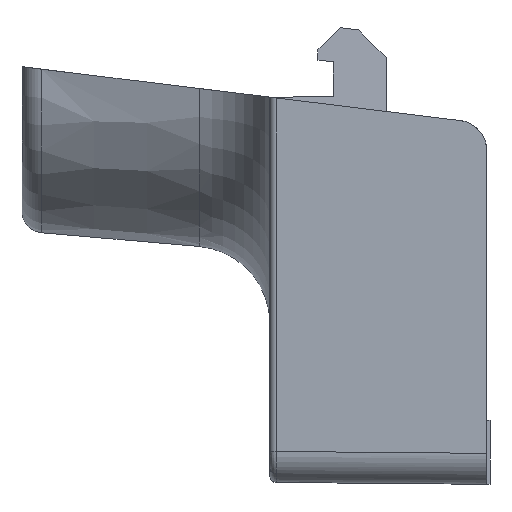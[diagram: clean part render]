
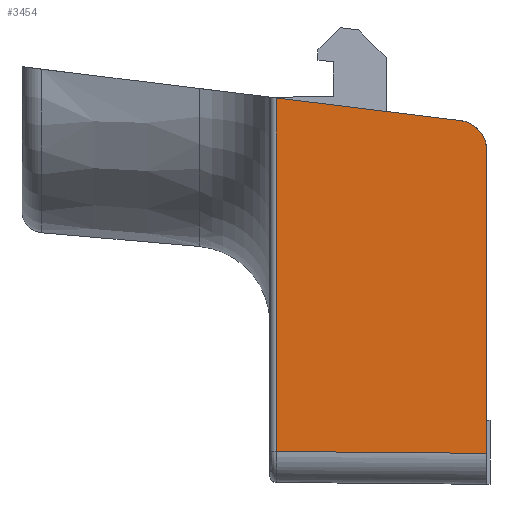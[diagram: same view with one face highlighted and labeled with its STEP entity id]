
A CAD part, left-side view. The second image highlights one B-rep face of the part: STEP entity #3454.
In plain terms, the highlighted planar face has unit normal (-1, 0.009, 0).
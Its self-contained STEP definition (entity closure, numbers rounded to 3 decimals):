
#122 = ORIENTED_EDGE ( 'NONE', *, *, #3952, .F. ) ;
#147 = CARTESIAN_POINT ( 'NONE',  ( -20.561, 7., -28.315 ) ) ;
#150 = CARTESIAN_POINT ( 'NONE',  ( -20.561, 7., 0. ) ) ;
#247 = CARTESIAN_POINT ( 'NONE',  ( -20.5, 14., 0. ) ) ;
#377 = EDGE_CURVE ( 'NONE', #1741, #3905, #4141, .T. ) ;
#406 = ORIENTED_EDGE ( 'NONE', *, *, #4246, .T. ) ;
#500 = CARTESIAN_POINT ( 'NONE',  ( -20.553, 7.878, -27.322 ) ) ;
#509 = DIRECTION ( 'NONE',  ( 0., 0., -1. ) ) ;
#534 = DIRECTION ( 'NONE',  ( 0., 0., -1. ) ) ;
#573 = ORIENTED_EDGE ( 'NONE', *, *, #4099, .T. ) ;
#731 = VECTOR ( 'NONE', #534, 1000. ) ;
#794 = DIRECTION ( 'NONE',  ( -0.009, -0.993, -0.122 ) ) ;
#1058 = VERTEX_POINT ( 'NONE', #2620 ) ;
#1144 = VERTEX_POINT ( 'NONE', #3810 ) ;
#1422 = FACE_OUTER_BOUND ( 'NONE', #2670, .T. ) ;
#1425 = DIRECTION ( 'NONE',  ( 0.009, 1., 0. ) ) ;
#1660 = LINE ( 'NONE', #2846, #731 ) ;
#1741 = VERTEX_POINT ( 'NONE', #147 ) ;
#2114 = VECTOR ( 'NONE', #509, 1000. ) ;
#2291 = VERTEX_POINT ( 'NONE', #3091 ) ;
#2348 = CARTESIAN_POINT ( 'NONE',  ( -20.472, 17.214, -26.176 ) ) ;
#2585 = PLANE ( 'NONE',  #4422 ) ;
#2620 = CARTESIAN_POINT ( 'NONE',  ( -20.502, 13.802, -26.595 ) ) ;
#2670 = EDGE_LOOP ( 'NONE', ( #3644, #573, #122, #406, #4140 ) ) ;
#2813 = CARTESIAN_POINT ( 'NONE',  ( -20.558, 7.352, -27.387 ) ) ;
#2846 = CARTESIAN_POINT ( 'NONE',  ( -20.502, 13.802, -38. ) ) ;
#2953 = CARTESIAN_POINT ( 'NONE',  ( -20.622, -0.009, -38.122 ) ) ;
#3002 = LINE ( 'NONE', #2953, #4889 ) ;
#3091 = CARTESIAN_POINT ( 'NONE',  ( -20.502, 13.802, -38.002 ) ) ;
#3329 = DIRECTION ( 'NONE',  ( -0.009, -1., -0.009 ) ) ;
#3454 = ADVANCED_FACE ( 'NONE', ( #1422 ), #2585, .T. ) ;
#3481 = CARTESIAN_POINT ( 'NONE',  ( -20.561, 7., -38.061 ) ) ;
#3644 = ORIENTED_EDGE ( 'NONE', *, *, #377, .F. ) ;
#3723 = DIRECTION ( 'NONE',  ( -1., 0.009, 0. ) ) ;
#3810 = CARTESIAN_POINT ( 'NONE',  ( -20.553, 7.878, -27.322 ) ) ;
#3905 = VERTEX_POINT ( 'NONE', #3481 ) ;
#3946 = CARTESIAN_POINT ( 'NONE',  ( -20.561, 7., -28.315 ) ) ;
#3952 = EDGE_CURVE ( 'NONE', #1058, #1144, #4983, .T. ) ;
#3989 = VECTOR ( 'NONE', #794, 1000. ) ;
#4099 = EDGE_CURVE ( 'NONE', #1741, #1144, #4111, .T. ) ;
#4111 =( BOUNDED_CURVE ( )  B_SPLINE_CURVE ( 3, ( #3946, #4684, #2813, #500 ),
 .UNSPECIFIED., .F., .F. ) 
 B_SPLINE_CURVE_WITH_KNOTS ( ( 4, 4 ),
 ( 3.142, 4.59 ),
 .UNSPECIFIED. ) 
 CURVE ( )  GEOMETRIC_REPRESENTATION_ITEM ( )  RATIONAL_B_SPLINE_CURVE ( ( 1., 0.833, 0.833, 1. ) ) 
 REPRESENTATION_ITEM ( '' )  );
#4140 = ORIENTED_EDGE ( 'NONE', *, *, #4917, .T. ) ;
#4141 = LINE ( 'NONE', #150, #2114 ) ;
#4246 = EDGE_CURVE ( 'NONE', #1058, #2291, #1660, .T. ) ;
#4422 = AXIS2_PLACEMENT_3D ( 'NONE', #247, #3723, #1425 ) ;
#4684 = CARTESIAN_POINT ( 'NONE',  ( -20.561, 7., -27.784 ) ) ;
#4889 = VECTOR ( 'NONE', #3329, 1000. ) ;
#4917 = EDGE_CURVE ( 'NONE', #2291, #3905, #3002, .T. ) ;
#4983 = LINE ( 'NONE', #2348, #3989 ) ;
